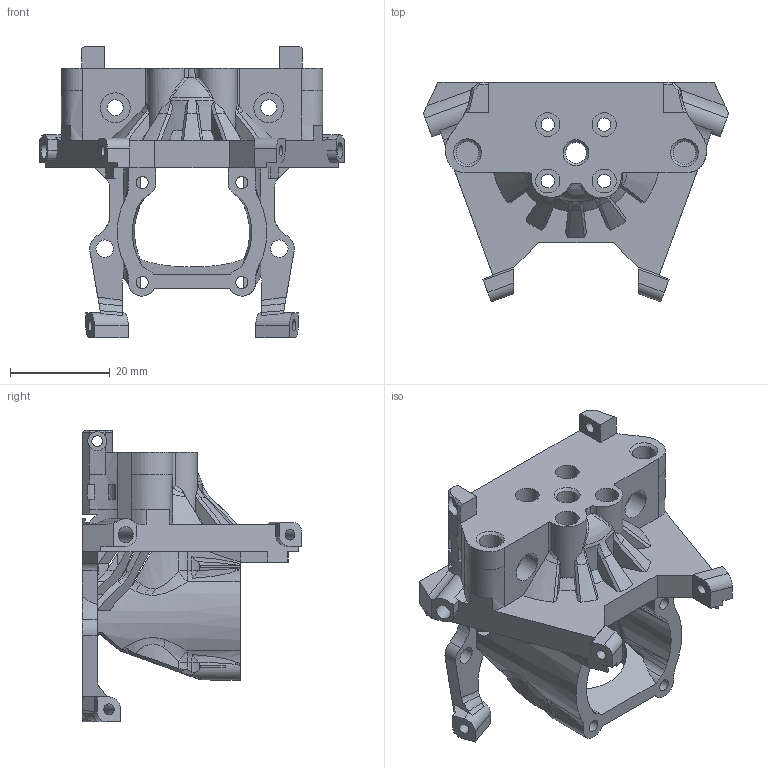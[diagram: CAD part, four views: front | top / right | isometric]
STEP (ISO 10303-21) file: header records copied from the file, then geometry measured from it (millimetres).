
FILE_DESCRIPTION(/* description */ ('STEP AP242','CAx-IF Rec.Pracs.---Representation and Presentation of Product Manufacturing Information (PMI)---4.0---2014-10-13','CAx-IF Rec.Pracs.---3D Tessellated Geometry---0.4---2014-09-14','2;1'),/* implementation_level */ '2;1');
FILE_NAME(/* name */ '64564cd568b6110f06a5c774',/* time_stamp */ '2023-05-06T12:49:26Z',/* author */ (''),/* organization */ (''),/* preprocessor_version */ 'ST-DEVELOPER v19.4',/* originating_system */ ' ',/* authorisation */ ' ');
FILE_SCHEMA (('AP242_MANAGED_MODEL_BASED_3D_ENGINEERING_MIM_LF { 1 0 10303 442 1 1 4 }'));
Length unit declared in the file: metre
Products named in the file (1): Xol 2 Dragon - VZ-Hextrudort-Low
Bounding box: 61.18 x 44.01 x 58.47 mm (x, y, z)
Volume: 24209.7 mm3; surface area: 14592.5 mm2
Topology: 1 solids, 2 shells, 584 faces, 1718 edges, 1134 vertices
Faces by surface type: plane 204, cylinder 186, bspline 161, torus 17, cone 16
Full cylindrical faces by diameter (mm): 2.1 x2, 2.2 x4, 2.45 x4, 2.7 x4, 3.2 x6, 3.5 x2, 3.8 x2, 4.2 x1, 4.6 x2, 4.8 x4, 6 x2, 22.5 x1
Entity records: 23733 total; most frequent: CARTESIAN_POINT 9813, ORIENTED_EDGE 3310, DIRECTION 2257, EDGE_CURVE 1655, VERTEX_POINT 1108, AXIS2_PLACEMENT_3D 832, EDGE_LOOP 673, FACE_BOUND 673
